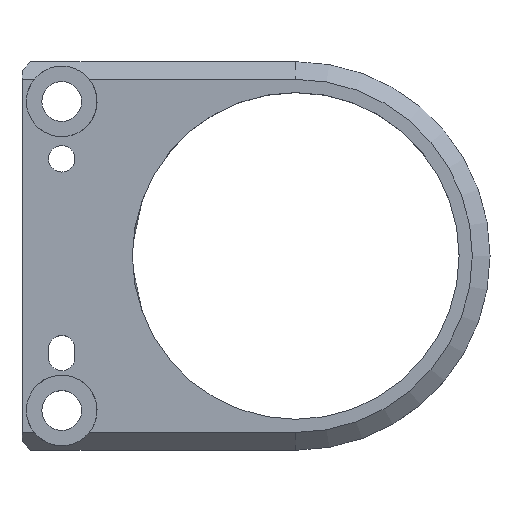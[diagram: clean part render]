
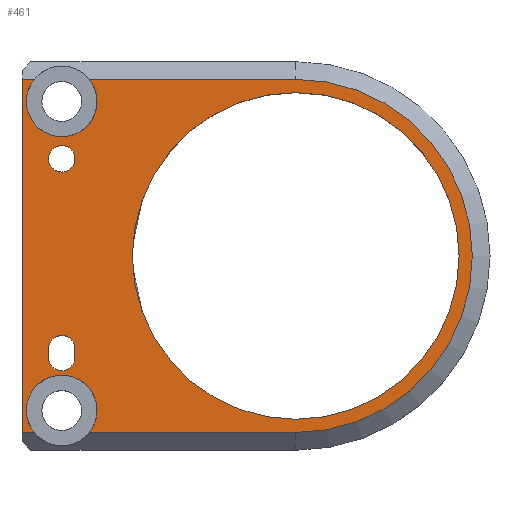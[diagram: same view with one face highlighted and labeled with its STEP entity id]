
A CAD part, top view. The second image highlights one B-rep face of the part: STEP entity #461.
In plain terms, the highlighted planar face has unit normal (0, 0, 1).
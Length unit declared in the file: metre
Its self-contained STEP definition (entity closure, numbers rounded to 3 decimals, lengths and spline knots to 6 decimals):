
#19=LINE('',#721,#51);
#20=LINE('',#723,#52);
#21=LINE('',#725,#53);
#22=LINE('',#729,#54);
#23=LINE('',#733,#55);
#24=LINE('',#737,#56);
#25=LINE('',#741,#57);
#51=VECTOR('',#569,1.);
#52=VECTOR('',#570,1.);
#53=VECTOR('',#571,1.);
#54=VECTOR('',#574,1.);
#55=VECTOR('',#577,1.);
#56=VECTOR('',#580,1.);
#57=VECTOR('',#583,1.);
#83=PLANE('',#504);
#100=ORIENTED_EDGE('',*,*,#218,.F.);
#101=ORIENTED_EDGE('',*,*,#216,.F.);
#102=ORIENTED_EDGE('',*,*,#219,.T.);
#103=ORIENTED_EDGE('',*,*,#220,.T.);
#104=ORIENTED_EDGE('',*,*,#221,.T.);
#105=ORIENTED_EDGE('',*,*,#222,.T.);
#106=ORIENTED_EDGE('',*,*,#223,.T.);
#107=ORIENTED_EDGE('',*,*,#224,.T.);
#108=ORIENTED_EDGE('',*,*,#225,.T.);
#109=ORIENTED_EDGE('',*,*,#226,.T.);
#110=ORIENTED_EDGE('',*,*,#227,.F.);
#111=ORIENTED_EDGE('',*,*,#228,.T.);
#112=ORIENTED_EDGE('',*,*,#229,.F.);
#113=ORIENTED_EDGE('',*,*,#230,.F.);
#216=EDGE_CURVE('',#275,#275,#321,.T.);
#218=EDGE_CURVE('',#277,#277,#322,.T.);
#219=EDGE_CURVE('',#278,#279,#323,.T.);
#220=EDGE_CURVE('',#279,#280,#19,.T.);
#221=EDGE_CURVE('',#280,#281,#20,.T.);
#222=EDGE_CURVE('',#281,#282,#21,.T.);
#223=EDGE_CURVE('',#282,#283,#324,.T.);
#224=EDGE_CURVE('',#283,#284,#22,.T.);
#225=EDGE_CURVE('',#284,#285,#325,.T.);
#226=EDGE_CURVE('',#285,#278,#23,.T.);
#227=EDGE_CURVE('',#286,#287,#326,.T.);
#228=EDGE_CURVE('',#286,#288,#24,.T.);
#229=EDGE_CURVE('',#289,#288,#327,.T.);
#230=EDGE_CURVE('',#287,#289,#25,.T.);
#275=VERTEX_POINT('',#702);
#277=VERTEX_POINT('',#717);
#278=VERTEX_POINT('',#719);
#279=VERTEX_POINT('',#720);
#280=VERTEX_POINT('',#722);
#281=VERTEX_POINT('',#724);
#282=VERTEX_POINT('',#726);
#283=VERTEX_POINT('',#728);
#284=VERTEX_POINT('',#730);
#285=VERTEX_POINT('',#732);
#286=VERTEX_POINT('',#735);
#287=VERTEX_POINT('',#736);
#288=VERTEX_POINT('',#738);
#289=VERTEX_POINT('',#740);
#321=CIRCLE('',#503,0.0185);
#322=CIRCLE('',#505,0.0015);
#323=CIRCLE('',#506,0.004);
#324=CIRCLE('',#507,0.004);
#325=CIRCLE('',#508,0.02);
#326=CIRCLE('',#509,0.0015);
#327=CIRCLE('',#510,0.0015);
#347=EDGE_LOOP('',(#100));
#348=EDGE_LOOP('',(#101));
#349=EDGE_LOOP('',(#102,#103,#104,#105,#106,#107,#108,#109));
#350=EDGE_LOOP('',(#110,#111,#112,#113));
#398=FACE_BOUND('',#347,.T.);
#399=FACE_BOUND('',#348,.T.);
#400=FACE_BOUND('',#349,.T.);
#401=FACE_BOUND('',#350,.T.);
#461=ADVANCED_FACE('',(#398,#399,#400,#401),#83,.T.);
#503=AXIS2_PLACEMENT_3D('',#701,#561,#562);
#504=AXIS2_PLACEMENT_3D('',#715,#563,#564);
#505=AXIS2_PLACEMENT_3D('',#716,#565,#566);
#506=AXIS2_PLACEMENT_3D('',#718,#567,#568);
#507=AXIS2_PLACEMENT_3D('',#727,#572,#573);
#508=AXIS2_PLACEMENT_3D('',#731,#575,#576);
#509=AXIS2_PLACEMENT_3D('',#734,#578,#579);
#510=AXIS2_PLACEMENT_3D('',#739,#581,#582);
#561=DIRECTION('',(0.,0.,1.));
#562=DIRECTION('',(1.,0.,0.));
#563=DIRECTION('',(0.,0.,1.));
#564=DIRECTION('',(1.,0.,0.));
#565=DIRECTION('',(0.,0.,1.));
#566=DIRECTION('',(1.,0.,0.));
#567=DIRECTION('',(0.,0.,-1.));
#568=DIRECTION('',(-1.,0.,0.));
#569=DIRECTION('',(-1.,0.,0.));
#570=DIRECTION('',(0.,-1.,0.));
#571=DIRECTION('',(1.,0.,0.));
#572=DIRECTION('',(0.,0.,-1.));
#573=DIRECTION('',(-1.,0.,0.));
#574=DIRECTION('',(1.,0.,0.));
#575=DIRECTION('',(0.,0.,1.));
#576=DIRECTION('',(1.,0.,0.));
#577=DIRECTION('',(-1.,0.,0.));
#578=DIRECTION('',(0.,0.,1.));
#579=DIRECTION('',(1.,0.,0.));
#580=DIRECTION('',(0.,-1.,0.));
#581=DIRECTION('',(0.,0.,1.));
#582=DIRECTION('',(1.,0.,0.));
#583=DIRECTION('',(0.,-1.,0.));
#701=CARTESIAN_POINT('',(0.,0.,0.009));
#702=CARTESIAN_POINT('',(0.0185,0.,0.009));
#715=CARTESIAN_POINT('',(-0.0045,0.,0.009));
#716=CARTESIAN_POINT('',(-0.0265,0.011,0.009));
#717=CARTESIAN_POINT('',(-0.025,0.011,0.009));
#718=CARTESIAN_POINT('',(-0.0265,0.0175,0.009));
#719=CARTESIAN_POINT('',(-0.023378,0.02,0.009));
#720=CARTESIAN_POINT('',(-0.029622,0.02,0.009));
#721=CARTESIAN_POINT('',(-0.031,0.02,0.009));
#722=CARTESIAN_POINT('',(-0.031,0.02,0.009));
#723=CARTESIAN_POINT('',(-0.031,0.,0.009));
#724=CARTESIAN_POINT('',(-0.031,-0.02,0.009));
#725=CARTESIAN_POINT('',(-0.0045,-0.02,0.009));
#726=CARTESIAN_POINT('',(-0.029622,-0.02,0.009));
#727=CARTESIAN_POINT('',(-0.0265,-0.0175,0.009));
#728=CARTESIAN_POINT('',(-0.023378,-0.02,0.009));
#729=CARTESIAN_POINT('',(-0.0045,-0.02,0.009));
#730=CARTESIAN_POINT('',(0.,-0.02,0.009));
#731=CARTESIAN_POINT('',(0.,0.,0.009));
#732=CARTESIAN_POINT('',(0.,0.02,0.009));
#733=CARTESIAN_POINT('',(-0.031,0.02,0.009));
#734=CARTESIAN_POINT('',(-0.0265,-0.0105,0.009));
#735=CARTESIAN_POINT('',(-0.025,-0.0105,0.009));
#736=CARTESIAN_POINT('',(-0.028,-0.0105,0.009));
#737=CARTESIAN_POINT('',(-0.025,0.,0.009));
#738=CARTESIAN_POINT('',(-0.025,-0.0115,0.009));
#739=CARTESIAN_POINT('',(-0.0265,-0.0115,0.009));
#740=CARTESIAN_POINT('',(-0.028,-0.0115,0.009));
#741=CARTESIAN_POINT('',(-0.028,0.,0.009));
